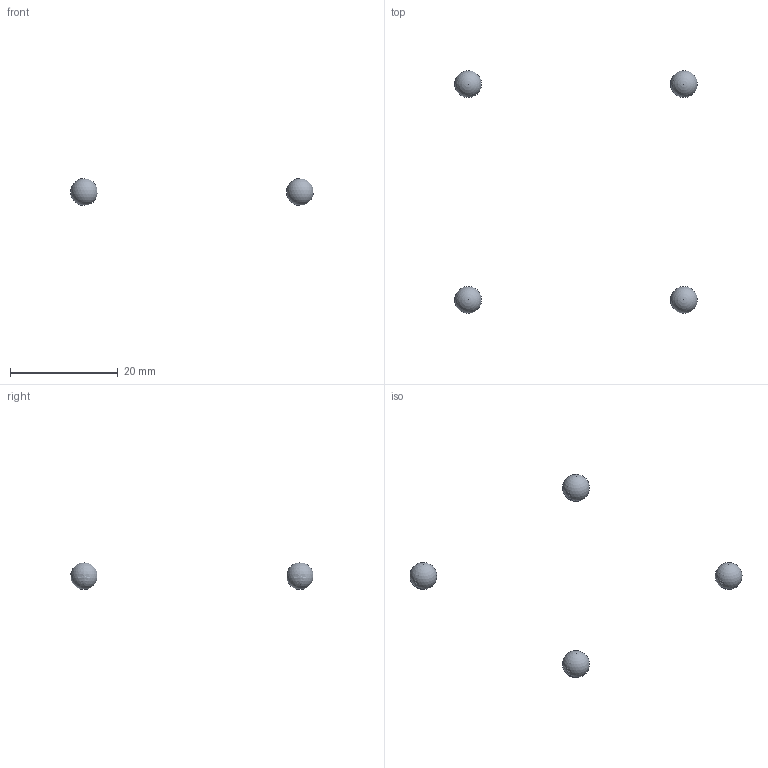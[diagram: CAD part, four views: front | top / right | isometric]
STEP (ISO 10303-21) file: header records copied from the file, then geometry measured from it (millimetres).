
FILE_DESCRIPTION(/* description */ (''),/* implementation_level */ '2;1');
FILE_NAME(/* name */ '00_BallMagnets_5mm.ipt.step',/* time_stamp */ '2022-11-29T07:36:25+01:00',/* author */ ('diederichbenedict'),/* organization */ (''),/* preprocessor_version */ 'ST-DEVELOPER v18.1',/* originating_system */ 'Autodesk Inventor 2022',/* authorisation */ '');
FILE_SCHEMA (('AUTOMOTIVE_DESIGN { 1 0 10303 214 3 1 1 }'));
Length unit declared in the file: millimetre
Products named in the file (1): 00_BallMagnets_5mm
Bounding box: 44.98 x 44.96 x 5 mm (x, y, z)
Volume: 261.8 mm3; surface area: 314.2 mm2
Topology: 4 solids, 4 shells, 4 faces, 12 edges, 8 vertices
Faces by surface type: sphere 4
Entity records: 138 total; most frequent: DIRECTION 18, CARTESIAN_POINT 17, AXIS2_PLACEMENT_3D 9, VERTEX_POINT 8, ORIENTED_EDGE 8, STYLED_ITEM 4, MANIFOLD_SOLID_BREP 4, FACE_OUTER_BOUND 4
